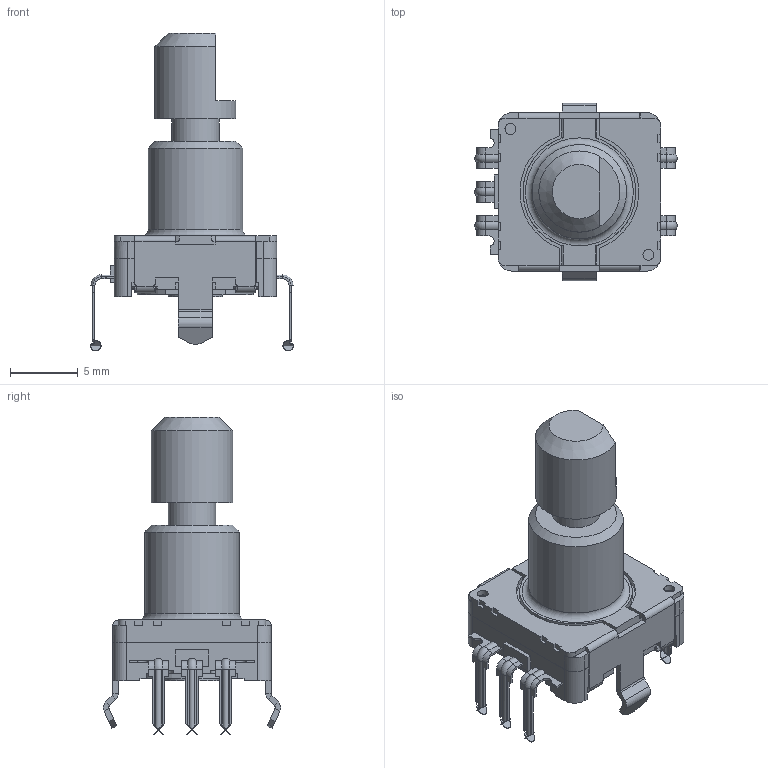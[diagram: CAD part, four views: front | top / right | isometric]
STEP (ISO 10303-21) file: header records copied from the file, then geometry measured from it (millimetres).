
FILE_DESCRIPTION(('FreeCAD Model'),'2;1');
FILE_NAME('ROT_EC11N_2.step','2021-02-01T01:35:37',('Author'),(''), 'Open CASCADE STEP processor 7.5','FreeCAD','Unknown');
FILE_SCHEMA(('AUTOMOTIVE_DESIGN { 1 0 10303 214 1 1 1 1 }'));
Length unit declared in the file: millimetre
Products named in the file (1): EC11N1525404 v3
Bounding box: 14.95 x 13.1 x 23.5 mm (x, y, z)
Volume: 989.5 mm3; surface area: 1305.6 mm2
Topology: 1 solids, 3 shells, 560 faces, 1456 edges, 898 vertices
Faces by surface type: plane 412, cylinder 123, torus 11, bspline 8, cone 6
Full cylindrical faces by diameter (mm): 0.8 x2, 0.825 x2, 3.5 x1, 4 x1, 6 x1, 6.975 x1
Entity records: 20633 total; most frequent: CARTESIAN_POINT 3270, ORIENTED_EDGE 2854, DIRECTION 2731, EDGE_CURVE 1427, LINE 1145, VECTOR 1145, VERTEX_POINT 886, AXIS2_PLACEMENT_3D 793
